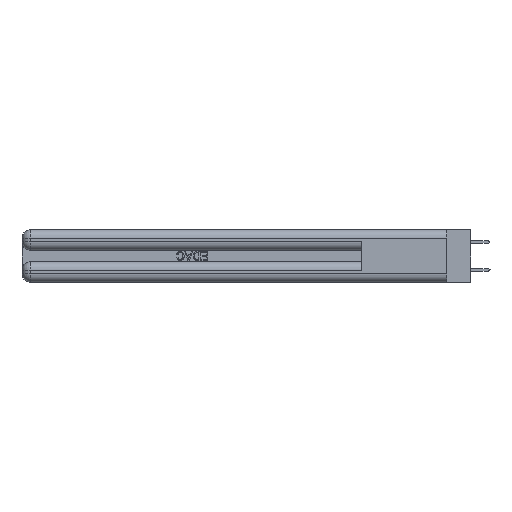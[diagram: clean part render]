
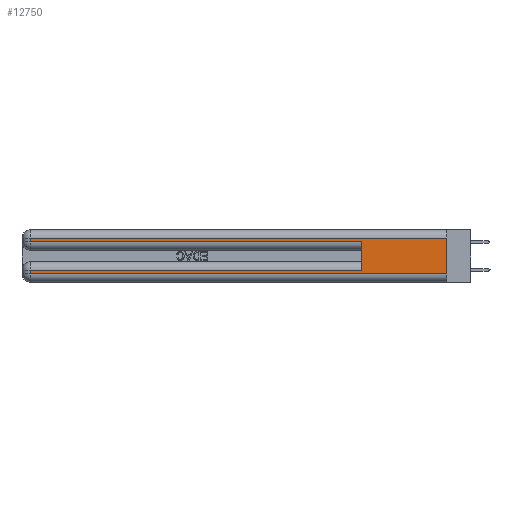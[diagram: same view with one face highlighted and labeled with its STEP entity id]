
A CAD part, left-side view. The second image highlights one B-rep face of the part: STEP entity #12750.
In plain terms, the highlighted planar face has unit normal (-1, 0, 0).
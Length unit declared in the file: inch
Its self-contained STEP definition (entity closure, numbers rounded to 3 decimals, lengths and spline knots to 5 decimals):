
#280 = CARTESIAN_POINT ( 'NONE',  ( 0., 2.94, 0.31 ) ) ;
#620 = LINE ( 'NONE', #17611, #22446 ) ;
#916 = CARTESIAN_POINT ( 'NONE',  ( 0., 0.6, 0.285 ) ) ;
#1761 = LINE ( 'NONE', #22041, #18847 ) ;
#2807 = EDGE_CURVE ( 'NONE', #17171, #31080, #1761, .T. ) ;
#3203 = EDGE_CURVE ( 'NONE', #3244, #20180, #14506, .T. ) ;
#3244 = VERTEX_POINT ( 'NONE', #18901 ) ;
#3334 = ORIENTED_EDGE ( 'NONE', *, *, #40309, .F. ) ;
#4097 = CARTESIAN_POINT ( 'NONE',  ( 0., 0., 0.06 ) ) ;
#5988 = LINE ( 'NONE', #19627, #19797 ) ;
#6554 = ORIENTED_EDGE ( 'NONE', *, *, #18568, .T. ) ;
#7297 = LINE ( 'NONE', #37706, #13398 ) ;
#7489 = ORIENTED_EDGE ( 'NONE', *, *, #3203, .F. ) ;
#8364 = VERTEX_POINT ( 'NONE', #916 ) ;
#8473 = CARTESIAN_POINT ( 'NONE',  ( 0., 2.94, 0.285 ) ) ;
#9192 = DIRECTION ( 'NONE',  ( 1., 0., 0. ) ) ;
#9920 = ORIENTED_EDGE ( 'NONE', *, *, #25940, .T. ) ;
#10035 = ORIENTED_EDGE ( 'NONE', *, *, #26907, .T. ) ;
#10141 = CARTESIAN_POINT ( 'NONE',  ( 0., 0., 0.31 ) ) ;
#11366 = DIRECTION ( 'NONE',  ( 0., -1., 0. ) ) ;
#11431 = CARTESIAN_POINT ( 'NONE',  ( 0., 0., 0.37 ) ) ;
#11838 = CARTESIAN_POINT ( 'NONE',  ( 0., 0., 0.37 ) ) ;
#11859 = DIRECTION ( 'NONE',  ( 0., 0., -1. ) ) ;
#12750 = ADVANCED_FACE ( 'NONE', ( #15124 ), #42046, .F. ) ;
#13092 = CARTESIAN_POINT ( 'NONE',  ( 0., 0., 0.06 ) ) ;
#13209 = VECTOR ( 'NONE', #11859, 39.37008 ) ;
#13398 = VECTOR ( 'NONE', #26922, 39.37008 ) ;
#13479 = VERTEX_POINT ( 'NONE', #27210 ) ;
#14506 = LINE ( 'NONE', #11431, #13209 ) ;
#15124 = FACE_OUTER_BOUND ( 'NONE', #39101, .T. ) ;
#15203 = DIRECTION ( 'NONE',  ( 0., 0., -1. ) ) ;
#16219 = ORIENTED_EDGE ( 'NONE', *, *, #19330, .T. ) ;
#16442 = DIRECTION ( 'NONE',  ( 0., 0., -1. ) ) ;
#17171 = VERTEX_POINT ( 'NONE', #280 ) ;
#17611 = CARTESIAN_POINT ( 'NONE',  ( 0., 0.6, 0.145 ) ) ;
#18568 = EDGE_CURVE ( 'NONE', #31080, #8364, #26602, .T. ) ;
#18651 = EDGE_CURVE ( 'NONE', #13479, #20180, #34089, .T. ) ;
#18847 = VECTOR ( 'NONE', #15203, 39.37008 ) ;
#18901 = CARTESIAN_POINT ( 'NONE',  ( 0., 0., 0.31 ) ) ;
#19330 = EDGE_CURVE ( 'NONE', #3244, #17171, #40329, .T. ) ;
#19627 = CARTESIAN_POINT ( 'NONE',  ( 0., 0., 0.085 ) ) ;
#19797 = VECTOR ( 'NONE', #26927, 39.37008 ) ;
#20153 = VECTOR ( 'NONE', #11366, 39.37008 ) ;
#20180 = VERTEX_POINT ( 'NONE', #13092 ) ;
#21486 = DIRECTION ( 'NONE',  ( 0., -1., 0. ) ) ;
#22041 = CARTESIAN_POINT ( 'NONE',  ( 0., 2.94, 0.37 ) ) ;
#22446 = VECTOR ( 'NONE', #27563, 39.37008 ) ;
#22630 = ORIENTED_EDGE ( 'NONE', *, *, #2807, .T. ) ;
#23215 = CARTESIAN_POINT ( 'NONE',  ( 0., 0.6, 0.085 ) ) ;
#24036 = ORIENTED_EDGE ( 'NONE', *, *, #18651, .T. ) ;
#25940 = EDGE_CURVE ( 'NONE', #43340, #13479, #7297, .T. ) ;
#26602 = LINE ( 'NONE', #40936, #32820 ) ;
#26907 = EDGE_CURVE ( 'NONE', #31194, #43340, #5988, .T. ) ;
#26922 = DIRECTION ( 'NONE',  ( 0., 0., -1. ) ) ;
#26927 = DIRECTION ( 'NONE',  ( 0., 1., 0. ) ) ;
#27210 = CARTESIAN_POINT ( 'NONE',  ( 0., 2.94, 0.06 ) ) ;
#27563 = DIRECTION ( 'NONE',  ( 0., 0., 1. ) ) ;
#27758 = AXIS2_PLACEMENT_3D ( 'NONE', #11838, #9192, #16442 ) ;
#31080 = VERTEX_POINT ( 'NONE', #8473 ) ;
#31194 = VERTEX_POINT ( 'NONE', #23215 ) ;
#32820 = VECTOR ( 'NONE', #21486, 39.37008 ) ;
#33580 = VECTOR ( 'NONE', #33707, 39.37008 ) ;
#33707 = DIRECTION ( 'NONE',  ( 0., 1., 0. ) ) ;
#34089 = LINE ( 'NONE', #4097, #20153 ) ;
#37706 = CARTESIAN_POINT ( 'NONE',  ( 0., 2.94, 0.37 ) ) ;
#38402 = CARTESIAN_POINT ( 'NONE',  ( 0., 2.94, 0.085 ) ) ;
#39101 = EDGE_LOOP ( 'NONE', ( #7489, #16219, #22630, #6554, #3334, #10035, #9920, #24036 ) ) ;
#40309 = EDGE_CURVE ( 'NONE', #31194, #8364, #620, .T. ) ;
#40329 = LINE ( 'NONE', #10141, #33580 ) ;
#40936 = CARTESIAN_POINT ( 'NONE',  ( 0., 0., 0.285 ) ) ;
#42046 = PLANE ( 'NONE',  #27758 ) ;
#43340 = VERTEX_POINT ( 'NONE', #38402 ) ;
